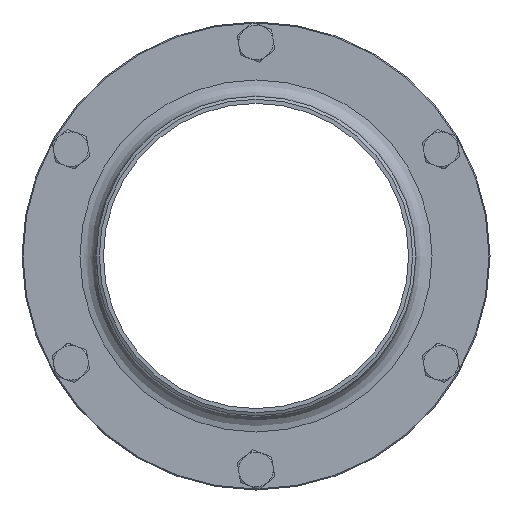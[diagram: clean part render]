
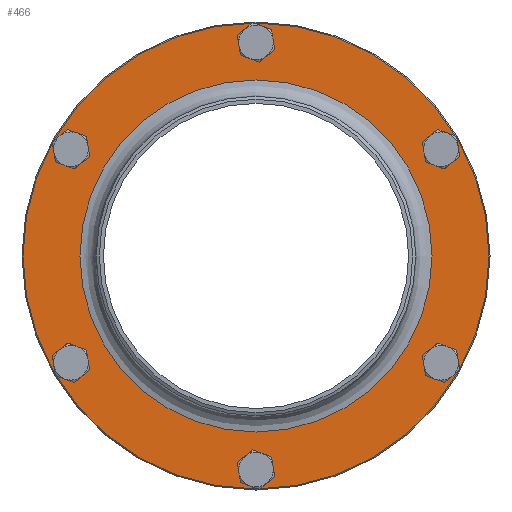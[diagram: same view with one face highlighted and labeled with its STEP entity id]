
A CAD part, left-side view. The second image highlights one B-rep face of the part: STEP entity #466.
In plain terms, the highlighted planar face has unit normal (-1, 0, 0).
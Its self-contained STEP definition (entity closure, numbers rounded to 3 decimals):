
#133=CARTESIAN_POINT('',(-16.,4.763,-102.25));
#134=VERTEX_POINT('',#133);
#135=CARTESIAN_POINT('',(-16.,0.,-105.0));
#136=DIRECTION('',(1.,0.0,0.0));
#137=DIRECTION('',(0.0,-0.866,-0.5));
#138=AXIS2_PLACEMENT_3D('',#135,#136,#137);
#139=CIRCLE('',#138,5.5);
#140=EDGE_CURVE('',#134,#134,#139,.T.);
#182=CARTESIAN_POINT('',(-16.,-86.17,-55.25));
#183=VERTEX_POINT('',#182);
#184=CARTESIAN_POINT('',(-16.,-90.933,-52.5));
#185=DIRECTION('',(1.0,0.0,0.0));
#186=DIRECTION('',(0.0,-0.866,0.5));
#187=AXIS2_PLACEMENT_3D('',#184,#185,#186);
#188=CIRCLE('',#187,5.5);
#189=EDGE_CURVE('',#183,#183,#188,.T.);
#231=CARTESIAN_POINT('',(-16.,-90.933,47.0));
#232=VERTEX_POINT('',#231);
#233=CARTESIAN_POINT('',(-16.,-90.933,52.5));
#234=DIRECTION('',(1.0,0.0,0.0));
#235=DIRECTION('',(0.0,0.0,1.0));
#236=AXIS2_PLACEMENT_3D('',#233,#234,#235);
#237=CIRCLE('',#236,5.5);
#238=EDGE_CURVE('',#232,#232,#237,.T.);
#280=CARTESIAN_POINT('',(-16.,-4.763,102.25));
#281=VERTEX_POINT('',#280);
#282=CARTESIAN_POINT('',(-16.,0.,105.));
#283=DIRECTION('',(1.0,0.0,0.0));
#284=DIRECTION('',(0.0,0.866,0.5));
#285=AXIS2_PLACEMENT_3D('',#282,#283,#284);
#286=CIRCLE('',#285,5.5);
#287=EDGE_CURVE('',#281,#281,#286,.T.);
#329=CARTESIAN_POINT('',(-16.,86.17,55.25));
#330=VERTEX_POINT('',#329);
#331=CARTESIAN_POINT('',(-16.,90.933,52.5));
#332=DIRECTION('',(1.,0.0,0.0));
#333=DIRECTION('',(0.0,0.866,-0.5));
#334=AXIS2_PLACEMENT_3D('',#331,#332,#333);
#335=CIRCLE('',#334,5.5);
#336=EDGE_CURVE('',#330,#330,#335,.T.);
#378=CARTESIAN_POINT('',(-16.,90.933,-47.));
#379=VERTEX_POINT('',#378);
#380=CARTESIAN_POINT('',(-16.,90.933,-52.5));
#381=DIRECTION('',(1.0,0.0,0.0));
#382=DIRECTION('',(0.0,0.0,-1.0));
#383=AXIS2_PLACEMENT_3D('',#380,#381,#382);
#384=CIRCLE('',#383,5.5);
#385=EDGE_CURVE('',#379,#379,#384,.T.);
#406=CARTESIAN_POINT('',(-16.,114.5,0.));
#407=VERTEX_POINT('',#406);
#408=CARTESIAN_POINT('',(-16.,0.0,0.0));
#409=DIRECTION('',(1.0,0.0,0.0));
#410=DIRECTION('',(0.0,-1.0,0.0));
#411=AXIS2_PLACEMENT_3D('',#408,#409,#410);
#412=CIRCLE('',#411,114.5);
#413=EDGE_CURVE('',#407,#407,#412,.T.);
#429=CARTESIAN_POINT('',(-16.,100.75,0.0));
#430=DIRECTION('',(-1.0,0.0,0.0));
#431=DIRECTION('',(0.0,0.0,1.0));
#432=AXIS2_PLACEMENT_3D('',#429,#430,#431);
#433=PLANE('',#432);
#434=ORIENTED_EDGE('',*,*,#413,.F.);
#435=EDGE_LOOP('',(#434));
#436=FACE_OUTER_BOUND('',#435,.T.);
#437=ORIENTED_EDGE('',*,*,#140,.T.);
#438=EDGE_LOOP('',(#437));
#439=FACE_BOUND('',#438,.T.);
#440=ORIENTED_EDGE('',*,*,#189,.T.);
#441=EDGE_LOOP('',(#440));
#442=FACE_BOUND('',#441,.T.);
#443=ORIENTED_EDGE('',*,*,#238,.T.);
#444=EDGE_LOOP('',(#443));
#445=FACE_BOUND('',#444,.T.);
#446=ORIENTED_EDGE('',*,*,#287,.T.);
#447=EDGE_LOOP('',(#446));
#448=FACE_BOUND('',#447,.T.);
#449=ORIENTED_EDGE('',*,*,#336,.T.);
#450=EDGE_LOOP('',(#449));
#451=FACE_BOUND('',#450,.T.);
#452=ORIENTED_EDGE('',*,*,#385,.T.);
#453=EDGE_LOOP('',(#452));
#454=FACE_BOUND('',#453,.T.);
#455=CARTESIAN_POINT('',(-16.,86.5,0.0));
#456=VERTEX_POINT('',#455);
#457=CARTESIAN_POINT('',(-16.,0.0,0.0));
#458=DIRECTION('',(1.0,0.0,0.0));
#459=DIRECTION('',(0.0,1.0,0.0));
#460=AXIS2_PLACEMENT_3D('',#457,#458,#459);
#461=CIRCLE('',#460,86.5);
#462=EDGE_CURVE('',#456,#456,#461,.T.);
#463=ORIENTED_EDGE('',*,*,#462,.T.);
#464=EDGE_LOOP('',(#463));
#465=FACE_BOUND('',#464,.T.);
#466=ADVANCED_FACE('',(#436,#439,#442,#445,#448,#451,#454,#465),#433,.T.);
